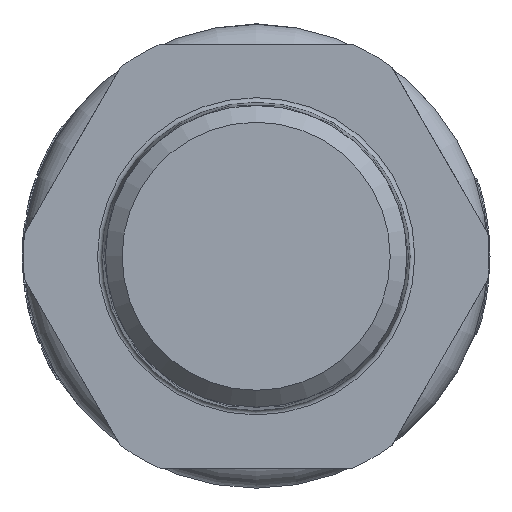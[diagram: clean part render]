
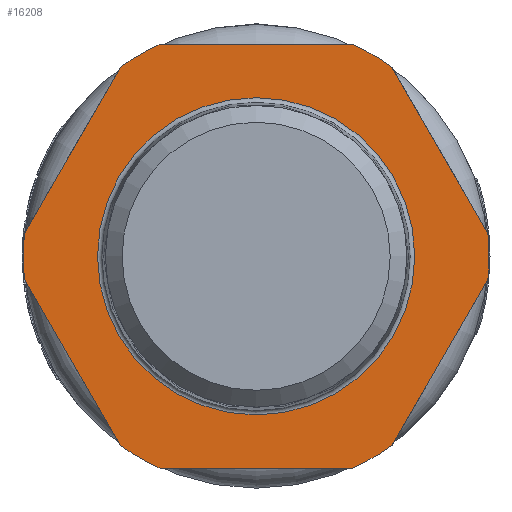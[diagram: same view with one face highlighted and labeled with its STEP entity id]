
A CAD part, left-side view. The second image highlights one B-rep face of the part: STEP entity #16208.
In plain terms, the highlighted planar face has unit normal (-1, 0, 0).
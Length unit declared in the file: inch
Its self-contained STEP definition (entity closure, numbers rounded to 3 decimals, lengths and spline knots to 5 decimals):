
#1150=FACE_BOUND('',#3402,.T.);
#1656=PLANE('',#17807);
#2503=FACE_OUTER_BOUND('',#3401,.T.);
#3401=EDGE_LOOP('',(#14416,#14417,#14418,#14419,#14420,#14421,#14422,#14423,
#14424,#14425,#14426,#14427));
#3402=EDGE_LOOP('',(#14428,#14429));
#4109=LINE('',#33001,#4806);
#4110=LINE('',#33005,#4807);
#4111=LINE('',#33009,#4808);
#4112=LINE('',#33013,#4809);
#4113=LINE('',#33017,#4810);
#4114=LINE('',#33021,#4811);
#4806=VECTOR('',#21646,0.3937);
#4807=VECTOR('',#21649,0.3937);
#4808=VECTOR('',#21652,0.3937);
#4809=VECTOR('',#21655,0.3937);
#4810=VECTOR('',#21658,0.3937);
#4811=VECTOR('',#21661,0.3937);
#5614=CIRCLE('',#17801,0.67717);
#5615=CIRCLE('',#17802,0.67717);
#5619=CIRCLE('',#17808,0.99409);
#5620=CIRCLE('',#17809,0.99409);
#5621=CIRCLE('',#17810,0.99409);
#5622=CIRCLE('',#17811,0.99409);
#5623=CIRCLE('',#17812,0.99409);
#5624=CIRCLE('',#17813,0.99409);
#7217=VERTEX_POINT('',#32986);
#7218=VERTEX_POINT('',#32988);
#7221=VERTEX_POINT('',#32999);
#7222=VERTEX_POINT('',#33000);
#7223=VERTEX_POINT('',#33002);
#7224=VERTEX_POINT('',#33004);
#7225=VERTEX_POINT('',#33006);
#7226=VERTEX_POINT('',#33008);
#7227=VERTEX_POINT('',#33010);
#7228=VERTEX_POINT('',#33012);
#7229=VERTEX_POINT('',#33014);
#7230=VERTEX_POINT('',#33016);
#7231=VERTEX_POINT('',#33018);
#7232=VERTEX_POINT('',#33020);
#9627=EDGE_CURVE('',#7217,#7218,#5614,.T.);
#9628=EDGE_CURVE('',#7218,#7217,#5615,.T.);
#9633=EDGE_CURVE('',#7221,#7222,#4109,.T.);
#9634=EDGE_CURVE('',#7223,#7222,#5619,.T.);
#9635=EDGE_CURVE('',#7223,#7224,#4110,.T.);
#9636=EDGE_CURVE('',#7225,#7224,#5620,.T.);
#9637=EDGE_CURVE('',#7225,#7226,#4111,.T.);
#9638=EDGE_CURVE('',#7227,#7226,#5621,.T.);
#9639=EDGE_CURVE('',#7227,#7228,#4112,.T.);
#9640=EDGE_CURVE('',#7229,#7228,#5622,.T.);
#9641=EDGE_CURVE('',#7229,#7230,#4113,.T.);
#9642=EDGE_CURVE('',#7231,#7230,#5623,.T.);
#9643=EDGE_CURVE('',#7231,#7232,#4114,.T.);
#9644=EDGE_CURVE('',#7221,#7232,#5624,.T.);
#14416=ORIENTED_EDGE('',*,*,#9633,.T.);
#14417=ORIENTED_EDGE('',*,*,#9634,.F.);
#14418=ORIENTED_EDGE('',*,*,#9635,.T.);
#14419=ORIENTED_EDGE('',*,*,#9636,.F.);
#14420=ORIENTED_EDGE('',*,*,#9637,.T.);
#14421=ORIENTED_EDGE('',*,*,#9638,.F.);
#14422=ORIENTED_EDGE('',*,*,#9639,.T.);
#14423=ORIENTED_EDGE('',*,*,#9640,.F.);
#14424=ORIENTED_EDGE('',*,*,#9641,.T.);
#14425=ORIENTED_EDGE('',*,*,#9642,.F.);
#14426=ORIENTED_EDGE('',*,*,#9643,.T.);
#14427=ORIENTED_EDGE('',*,*,#9644,.F.);
#14428=ORIENTED_EDGE('',*,*,#9628,.F.);
#14429=ORIENTED_EDGE('',*,*,#9627,.F.);
#16208=ADVANCED_FACE('',(#2503,#1150),#1656,.T.);
#17801=AXIS2_PLACEMENT_3D('',#32989,#21631,#21632);
#17802=AXIS2_PLACEMENT_3D('',#32990,#21633,#21634);
#17807=AXIS2_PLACEMENT_3D('',#32998,#21644,#21645);
#17808=AXIS2_PLACEMENT_3D('',#33003,#21647,#21648);
#17809=AXIS2_PLACEMENT_3D('',#33007,#21650,#21651);
#17810=AXIS2_PLACEMENT_3D('',#33011,#21653,#21654);
#17811=AXIS2_PLACEMENT_3D('',#33015,#21656,#21657);
#17812=AXIS2_PLACEMENT_3D('',#33019,#21659,#21660);
#17813=AXIS2_PLACEMENT_3D('',#33022,#21662,#21663);
#21631=DIRECTION('center_axis',(-1.,0.,0.));
#21632=DIRECTION('ref_axis',(0.,1.,0.));
#21633=DIRECTION('center_axis',(-1.,0.,0.));
#21634=DIRECTION('ref_axis',(0.,1.,0.));
#21644=DIRECTION('center_axis',(-1.,0.,0.));
#21645=DIRECTION('ref_axis',(0.,1.,0.));
#21646=DIRECTION('',(0.,0.5,0.866));
#21647=DIRECTION('center_axis',(1.,0.,0.));
#21648=DIRECTION('ref_axis',(0.,-1.,0.));
#21649=DIRECTION('',(0.,1.,0.));
#21650=DIRECTION('center_axis',(1.,0.,0.));
#21651=DIRECTION('ref_axis',(0.,-1.,0.));
#21652=DIRECTION('',(0.,0.5,-0.866));
#21653=DIRECTION('center_axis',(1.,0.,0.));
#21654=DIRECTION('ref_axis',(0.,-1.,0.));
#21655=DIRECTION('',(0.,-0.5,-0.866));
#21656=DIRECTION('center_axis',(1.,0.,0.));
#21657=DIRECTION('ref_axis',(0.,-1.,0.));
#21658=DIRECTION('',(0.,-1.,0.));
#21659=DIRECTION('center_axis',(1.,0.,0.));
#21660=DIRECTION('ref_axis',(0.,-1.,0.));
#21661=DIRECTION('',(0.,-0.5,0.866));
#21662=DIRECTION('center_axis',(1.,0.,0.));
#21663=DIRECTION('ref_axis',(0.,-1.,0.));
#32986=CARTESIAN_POINT('',(-1.45276,0.67717,0.));
#32988=CARTESIAN_POINT('',(-1.45276,-0.67717,0.));
#32989=CARTESIAN_POINT('Origin',(-1.45276,0.,
0.));
#32990=CARTESIAN_POINT('Origin',(-1.45276,0.,
0.));
#32998=CARTESIAN_POINT('Origin',(-1.45276,0.,
-0.99409));
#32999=CARTESIAN_POINT('',(-1.45276,-0.9893,0.0975));
#33000=CARTESIAN_POINT('',(-1.45276,-0.57909,0.80801));
#33001=CARTESIAN_POINT('',(-1.45276,-1.10198,-0.09766));
#33002=CARTESIAN_POINT('',(-1.45276,-0.41021,0.90551));
#33003=CARTESIAN_POINT('Origin',(-1.45276,0.,
0.));
#33004=CARTESIAN_POINT('',(-1.45276,0.41021,0.90551));
#33005=CARTESIAN_POINT('',(-1.45276,-0.2051,0.90551));
#33006=CARTESIAN_POINT('',(-1.45276,0.57909,0.80801));
#33007=CARTESIAN_POINT('Origin',(-1.45276,0.,
0.));
#33008=CARTESIAN_POINT('',(-1.45276,0.9893,0.0975));
#33009=CARTESIAN_POINT('',(-1.45276,0.89687,0.2576));
#33010=CARTESIAN_POINT('',(-1.45276,0.9893,-0.0975));
#33011=CARTESIAN_POINT('Origin',(-1.45276,0.,
0.));
#33012=CARTESIAN_POINT('',(-1.45276,0.57909,-0.80801));
#33013=CARTESIAN_POINT('',(-1.45276,0.67152,-0.64792));
#33014=CARTESIAN_POINT('',(-1.45276,0.41021,-0.90551));
#33015=CARTESIAN_POINT('Origin',(-1.45276,0.,
0.));
#33016=CARTESIAN_POINT('',(-1.45276,-0.41021,-0.90551));
#33017=CARTESIAN_POINT('',(-1.45276,0.2051,-0.90551));
#33018=CARTESIAN_POINT('',(-1.45276,-0.57909,-0.80801));
#33019=CARTESIAN_POINT('Origin',(-1.45276,0.,
0.));
#33020=CARTESIAN_POINT('',(-1.45276,-0.9893,-0.0975));
#33021=CARTESIAN_POINT('',(-1.45276,-0.46642,-1.00317));
#33022=CARTESIAN_POINT('Origin',(-1.45276,0.,
0.));
